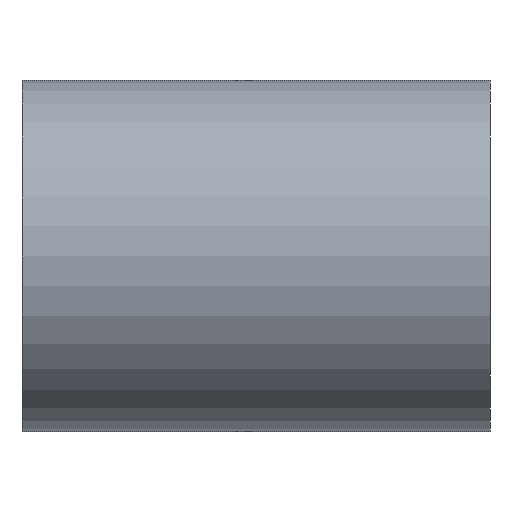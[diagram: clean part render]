
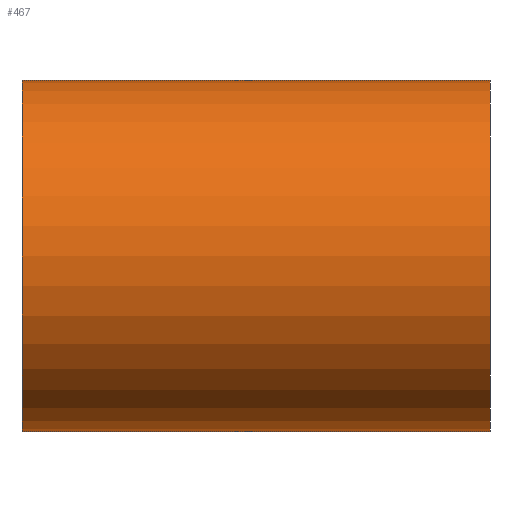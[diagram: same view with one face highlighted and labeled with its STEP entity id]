
A CAD part, left-side view. The second image highlights one B-rep face of the part: STEP entity #467.
In plain terms, the highlighted cylindrical face has radius 14.287 mm (diameter 28.575 mm), a full revolution.
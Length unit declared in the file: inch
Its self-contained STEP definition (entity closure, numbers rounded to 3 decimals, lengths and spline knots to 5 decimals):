
#435=CARTESIAN_POINT('',(0.5625,0.,0.));
#436=VERTEX_POINT('',#435);
#437=CARTESIAN_POINT('',(0.,0.,0.));
#438=DIRECTION('',(0.,1.,0.));
#439=DIRECTION('',(1.,0.,0.));
#440=AXIS2_PLACEMENT_3D('',#437,#438,#439);
#441=CIRCLE('',#440,0.5625);
#442=EDGE_CURVE('',#436,#436,#441,.T.);
#443=ORIENTED_EDGE('',*,*,#442,.T.);
#444=CARTESIAN_POINT('',(0.5625,1.5,0.));
#445=VERTEX_POINT('',#444);
#446=CARTESIAN_POINT('',(0.5625,0.75,0.));
#447=DIRECTION('',(0.,-1.,0.));
#448=VECTOR('',#447,0.5625);
#449=LINE('',#446,#448);
#450=EDGE_CURVE('',#445,#436,#449,.T.);
#451=ORIENTED_EDGE('',*,*,#450,.F.);
#452=CARTESIAN_POINT('',(0.,1.5,0.));
#453=DIRECTION('',(0.,-1.,0.));
#454=DIRECTION('',(1.,0.,0.));
#455=AXIS2_PLACEMENT_3D('',#452,#453,#454);
#456=CIRCLE('',#455,0.5625);
#457=EDGE_CURVE('',#445,#445,#456,.T.);
#458=ORIENTED_EDGE('',*,*,#457,.T.);
#459=ORIENTED_EDGE('',*,*,#450,.T.);
#460=EDGE_LOOP('',(#443,#451,#458,#459));
#461=FACE_OUTER_BOUND('',#460,.T.);
#462=CARTESIAN_POINT('',(0.,0.75,0.));
#463=DIRECTION('',(0.,-1.,0.));
#464=DIRECTION('',(1.,0.,0.));
#465=AXIS2_PLACEMENT_3D('',#462,#463,#464);
#466=CYLINDRICAL_SURFACE('',#465,0.5625);
#467=ADVANCED_FACE('',(#461),#466,.T.);
